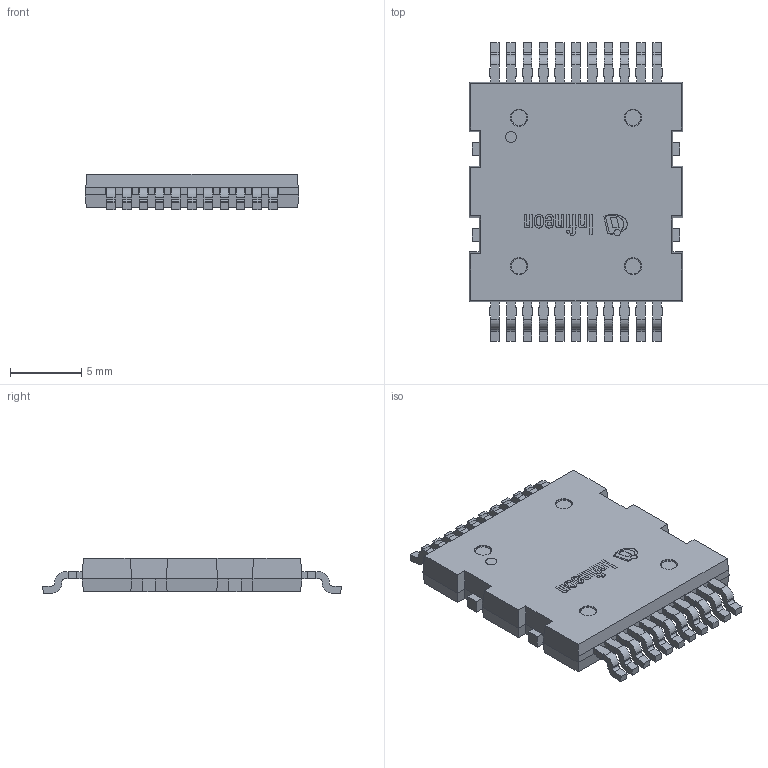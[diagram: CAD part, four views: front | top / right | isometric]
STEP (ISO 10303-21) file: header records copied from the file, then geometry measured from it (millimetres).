
FILE_DESCRIPTION(/* description */ (''),/* implementation_level */ '2;1');
FILE_NAME(/* name */ 'PG-HDSOP-22-101_Z8B00211737_V02_3D.stp',/* time_stamp */ '2024-08-12T10:40:37+05:30',/* author */ ('sivamani'),/* organization */ (''),/* preprocessor_version */ 'ST-DEVELOPER v19.2',/* originating_system */ 'AutoCAD Mechanical',/* authorisation */ '');
FILE_SCHEMA (('AUTOMOTIVE_DESIGN { 1 0 10303 214 3 1 1 }'));
Length unit declared in the file: millimetre
Products named in the file (1): Product
Bounding box: 15 x 20.96 x 2.51 mm (x, y, z)
Volume: 657 mm3; surface area: 1096.7 mm2
Topology: 37 solids, 37 shells, 684 faces, 1795 edges, 1190 vertices
Faces by surface type: plane 566, cylinder 96, bspline 18, torus 4
Full cylindrical faces by diameter (mm): 0.22 x1, 0.458 x1, 0.8 x2, 1.2 x4
Entity records: 21085 total; most frequent: CARTESIAN_POINT 4418, ORIENTED_EDGE 3590, DIRECTION 3203, EDGE_CURVE 1795, LINE 1461, VECTOR 1461, VERTEX_POINT 1190, AXIS2_PLACEMENT_3D 871
